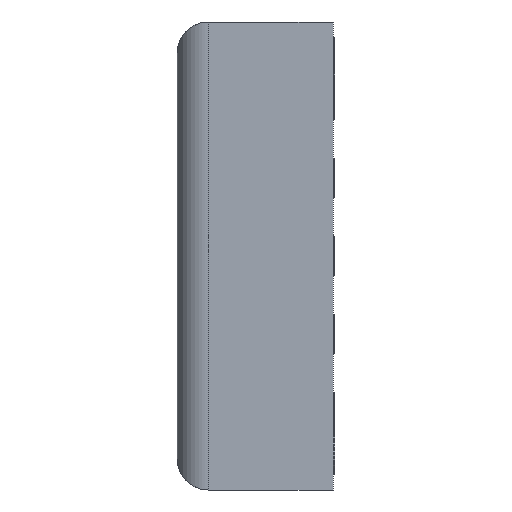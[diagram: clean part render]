
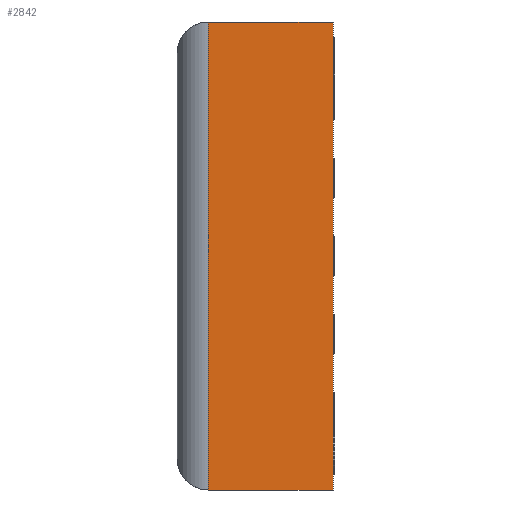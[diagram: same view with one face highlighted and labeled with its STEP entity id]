
A CAD part, left-side view. The second image highlights one B-rep face of the part: STEP entity #2842.
In plain terms, the highlighted planar face has unit normal (-1, 0, 0).
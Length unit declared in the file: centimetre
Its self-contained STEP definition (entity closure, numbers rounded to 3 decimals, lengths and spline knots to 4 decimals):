
#167=PLANE('',#2963);
#278=FACE_OUTER_BOUND('',#432,.T.);
#432=EDGE_LOOP('',(#2347,#2348,#2349,#2350));
#520=LINE('',#3617,#834);
#631=LINE('',#5089,#945);
#699=LINE('',#5224,#1013);
#700=LINE('',#5225,#1014);
#834=VECTOR('',#3059,100.);
#945=VECTOR('',#3228,100.);
#1013=VECTOR('',#3298,100.);
#1014=VECTOR('',#3299,100.);
#1153=VERTEX_POINT('',#3614);
#1154=VERTEX_POINT('',#3616);
#1350=VERTEX_POINT('',#5087);
#1351=VERTEX_POINT('',#5088);
#1485=EDGE_CURVE('',#1154,#1153,#520,.T.);
#1683=EDGE_CURVE('',#1350,#1351,#631,.T.);
#1751=EDGE_CURVE('',#1154,#1351,#699,.T.);
#1752=EDGE_CURVE('',#1153,#1350,#700,.T.);
#2347=ORIENTED_EDGE('',*,*,#1751,.F.);
#2348=ORIENTED_EDGE('',*,*,#1485,.T.);
#2349=ORIENTED_EDGE('',*,*,#1752,.T.);
#2350=ORIENTED_EDGE('',*,*,#1683,.T.);
#2842=ADVANCED_FACE('',(#278),#167,.F.);
#2963=AXIS2_PLACEMENT_3D('',#5223,#3296,#3297);
#3059=DIRECTION('',(0.,0.,-1.));
#3228=DIRECTION('',(0.,0.,1.));
#3296=DIRECTION('center_axis',(1.,0.,0.));
#3297=DIRECTION('ref_axis',(0.,0.,-1.));
#3298=DIRECTION('',(0.,-1.,0.));
#3299=DIRECTION('',(0.,-1.,0.));
#3614=CARTESIAN_POINT('',(-0.15,0.08,-0.15));
#3616=CARTESIAN_POINT('',(-0.15,0.08,0.15));
#3617=CARTESIAN_POINT('',(-0.15,0.08,-0.15));
#5087=CARTESIAN_POINT('',(-0.15,0.,-0.15));
#5088=CARTESIAN_POINT('',(-0.15,0.,0.15));
#5089=CARTESIAN_POINT('',(-0.15,0.,-0.15));
#5223=CARTESIAN_POINT('Origin',(-0.15,0.1,-0.15));
#5224=CARTESIAN_POINT('',(-0.15,0.1,0.15));
#5225=CARTESIAN_POINT('',(-0.15,0.1,-0.15));
